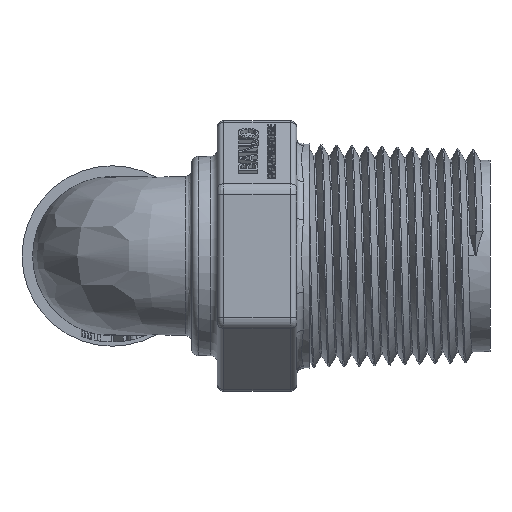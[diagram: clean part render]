
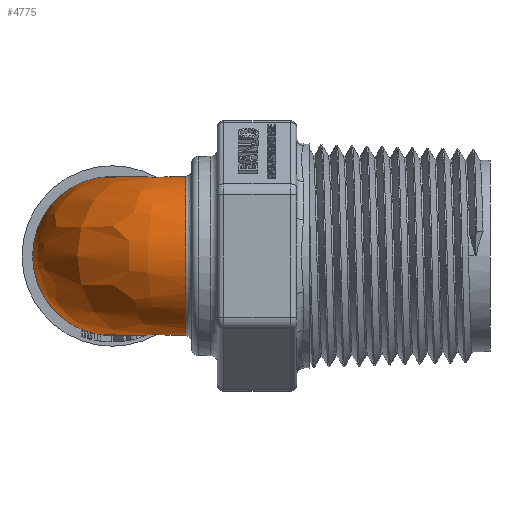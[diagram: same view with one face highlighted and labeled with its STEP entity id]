
A CAD part, left-side view. The second image highlights one B-rep face of the part: STEP entity #4775.
In plain terms, the highlighted free-form (B-spline) face has degree [2, 2] with [9, 3] control points.
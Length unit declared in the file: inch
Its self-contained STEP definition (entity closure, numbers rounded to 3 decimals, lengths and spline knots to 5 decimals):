
#4382=CARTESIAN_POINT('',(0.375,-0.31944,0.19642));
#4383=VERTEX_POINT('',#4382);
#4391=CARTESIAN_POINT('',(0.375,-0.31944,-0.19642));
#4392=VERTEX_POINT('',#4391);
#4393=CARTESIAN_POINT('',(0.375,-0.31944,0.19642));
#4394=CARTESIAN_POINT('',(0.37204,-0.31944,0.19642));
#4395=CARTESIAN_POINT('',(0.3662,-0.31969,0.19681));
#4396=CARTESIAN_POINT('',(0.35541,-0.32094,0.19892));
#4397=CARTESIAN_POINT('',(0.34047,-0.32406,0.20472));
#4398=CARTESIAN_POINT('',(0.31955,-0.32987,0.21929));
#4399=CARTESIAN_POINT('',(0.28842,-0.33665,0.24987));
#4400=CARTESIAN_POINT('',(0.22732,-0.34193,0.30685));
#4401=CARTESIAN_POINT('',(0.12192,-0.34411,0.36465));
#4402=CARTESIAN_POINT('',(-0.0214,-0.34524,0.38337));
#4403=CARTESIAN_POINT('',(-0.1614,-0.34573,0.3481));
#4404=CARTESIAN_POINT('',(-0.27868,-0.346,0.26363));
#4405=CARTESIAN_POINT('',(-0.35631,-0.34613,0.14186));
#4406=CARTESIAN_POINT('',(-0.38353,-0.34617,0.));
#4407=CARTESIAN_POINT('',(-0.35633,-0.34613,-0.14185));
#4408=CARTESIAN_POINT('',(-0.27865,-0.346,-0.26364));
#4409=CARTESIAN_POINT('',(-0.16145,-0.34573,-0.34807));
#4410=CARTESIAN_POINT('',(-0.02141,-0.34524,-0.38338));
#4411=CARTESIAN_POINT('',(0.12195,-0.34411,-0.36465));
#4412=CARTESIAN_POINT('',(0.22732,-0.34193,-0.30685));
#4413=CARTESIAN_POINT('',(0.28842,-0.33665,-0.24987));
#4414=CARTESIAN_POINT('',(0.31955,-0.32987,-0.21929));
#4415=CARTESIAN_POINT('',(0.34047,-0.32406,-0.20472));
#4416=CARTESIAN_POINT('',(0.35541,-0.32094,-0.19892));
#4417=CARTESIAN_POINT('',(0.3662,-0.31969,-0.19681));
#4418=CARTESIAN_POINT('',(0.37204,-0.31944,-0.19642));
#4419=CARTESIAN_POINT('',(0.375,-0.31944,-0.19642));
#4420=B_SPLINE_CURVE_WITH_KNOTS('',3,(#4393,#4394,#4395,#4396,#4397,#4398,#4399,#4400,#4401,#4402,#4403,#4404,#4405,#4406,#4407,#4408,#4409,#4410,#4411,#4412,#4413,#4414,#4415,#4416,#4417,#4418,#4419),.UNSPECIFIED.,.F.,.U.,(4,1,1,1,1,1,1,1,1,1,1,1,1,1,1,1,1,1,1,1,1,1,1,1,4),(0.31198,0.32407,0.33615,0.36032,0.40867,0.50535,0.69871,1.08545,1.47218,1.85891,2.24564,2.63238,3.01911,3.40584,3.79257,4.1793,4.56604,4.95277,5.3395,5.53287,5.62955,5.67789,5.70206,5.71415,5.72623),.UNSPECIFIED.);
#4421=EDGE_CURVE('',#4383,#4392,#4420,.T.);
#4730=CARTESIAN_POINT('',(0.375,-0.375,0.));
#4731=CARTESIAN_POINT('',(0.375,-0.375,0.375));
#4732=CARTESIAN_POINT('',(0.37893,-0.00002,0.375));
#4733=CARTESIAN_POINT('',(0.38286,0.37496,0.375));
#4734=CARTESIAN_POINT('',(0.38286,0.37496,0.0));
#4735=CARTESIAN_POINT('',(0.38286,0.37496,-0.375));
#4736=CARTESIAN_POINT('',(0.37893,-0.00002,-0.375));
#4737=CARTESIAN_POINT('',(0.375,-0.375,-0.375));
#4738=CARTESIAN_POINT('',(0.375,-0.375,0.));
#4739=CARTESIAN_POINT('',(0.375,-0.375,0.));
#4740=CARTESIAN_POINT('',(0.375,-0.375,0.375));
#4741=CARTESIAN_POINT('',(0.01415,0.0038,0.375));
#4742=CARTESIAN_POINT('',(-0.3467,0.3826,0.375));
#4743=CARTESIAN_POINT('',(-0.3467,0.3826,0.0));
#4744=CARTESIAN_POINT('',(-0.3467,0.3826,-0.375));
#4745=CARTESIAN_POINT('',(0.01415,0.0038,-0.375));
#4746=CARTESIAN_POINT('',(0.375,-0.375,-0.375));
#4747=CARTESIAN_POINT('',(0.375,-0.375,0.));
#4748=CARTESIAN_POINT('',(0.375,-0.375,0.));
#4749=CARTESIAN_POINT('',(0.375,-0.375,0.375));
#4750=CARTESIAN_POINT('',(0.00027,-0.36073,0.375));
#4751=CARTESIAN_POINT('',(-0.37446,-0.34646,0.375));
#4752=CARTESIAN_POINT('',(-0.37446,-0.34646,0.0));
#4753=CARTESIAN_POINT('',(-0.37446,-0.34646,-0.375));
#4754=CARTESIAN_POINT('',(0.00027,-0.36073,-0.375));
#4755=CARTESIAN_POINT('',(0.375,-0.375,-0.375));
#4756=CARTESIAN_POINT('',(0.375,-0.375,0.));
#4764=(BOUNDED_SURFACE()B_SPLINE_SURFACE(2,2,((#4730,#4739,#4748),(#4731,#4740,#4749),(#4732,#4741,#4750),(#4733,#4742,#4751),(#4734,#4743,#4752),(#4735,#4744,#4753),(#4736,#4745,#4754),(#4737,#4746,#4755),(#4738,#4747,#4756)),.UNSPECIFIED.,.T.,.F.,.U.)B_SPLINE_SURFACE_WITH_KNOTS((3,2,2,2,3),(3,3),(-3.14159,-1.5708,0.0,1.5708,3.14159),(0.0,1.54322),.UNSPECIFIED.)GEOMETRIC_REPRESENTATION_ITEM()RATIONAL_B_SPLINE_SURFACE(((1.0,0.717,1.0),(0.707,0.507,0.707),(1.0,0.717,1.0),(0.707,0.507,0.707),(1.0,0.717,1.0),(0.707,0.507,0.707),(1.0,0.717,1.0),(0.707,0.507,0.707),(1.0,0.717,1.0)))REPRESENTATION_ITEM('')SURFACE());
#4765=ORIENTED_EDGE('',*,*,#4421,.F.);
#4766=CARTESIAN_POINT('',(0.375,0.0,0.0));
#4767=DIRECTION('',(-1.0,0.0,0.0));
#4768=DIRECTION('',(0.0,1.0,0.0));
#4769=AXIS2_PLACEMENT_3D('',#4766,#4767,#4768);
#4770=CIRCLE('',#4769,0.375);
#4771=EDGE_CURVE('',#4383,#4392,#4770,.T.);
#4772=ORIENTED_EDGE('',*,*,#4771,.T.);
#4773=EDGE_LOOP('',(#4765,#4772));
#4774=FACE_OUTER_BOUND('',#4773,.T.);
#4775=ADVANCED_FACE('',(#4774),#4764,.T.);
